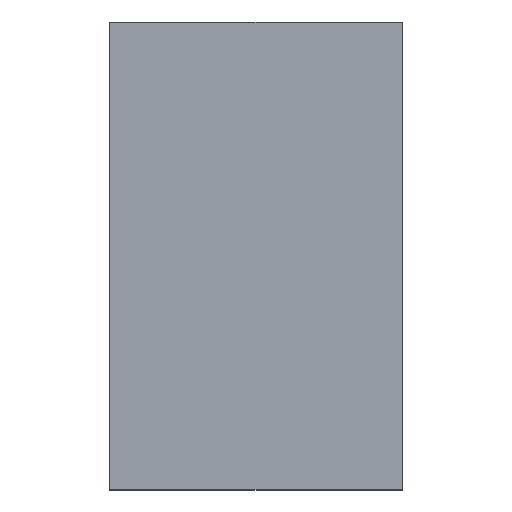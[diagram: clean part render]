
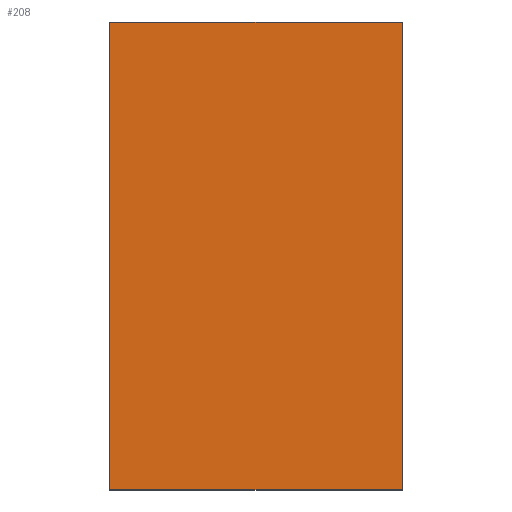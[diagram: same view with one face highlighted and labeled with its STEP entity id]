
A CAD part, top view. The second image highlights one B-rep face of the part: STEP entity #208.
In plain terms, the highlighted planar face has unit normal (0, 0, 1).
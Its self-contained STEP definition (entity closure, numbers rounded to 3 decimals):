
#2 = LINE ( 'NONE', #94, #3 ) ;
#3 = VECTOR ( 'NONE', #90, 1000. ) ;
#4 = EDGE_CURVE ( 'NONE', #161, #327, #139, .T. ) ;
#13 = CARTESIAN_POINT ( 'NONE',  ( 0.625, 1., 0.24 ) ) ;
#14 = ORIENTED_EDGE ( 'NONE', *, *, #4, .F. ) ;
#23 = CARTESIAN_POINT ( 'NONE',  ( 0.625, -1., 0.24 ) ) ;
#32 = DIRECTION ( 'NONE',  ( 0., 0., 1. ) ) ;
#35 = CARTESIAN_POINT ( 'NONE',  ( 0., -1., 0.24 ) ) ;
#46 = CARTESIAN_POINT ( 'NONE',  ( -0.625, -1., 0.24 ) ) ;
#48 = VECTOR ( 'NONE', #91, 1000. ) ;
#86 = VERTEX_POINT ( 'NONE', #23 ) ;
#90 = DIRECTION ( 'NONE',  ( 0., 1., 0. ) ) ;
#91 = DIRECTION ( 'NONE',  ( -1., 0., 0. ) ) ;
#94 = CARTESIAN_POINT ( 'NONE',  ( -0.625, 0., 0.24 ) ) ;
#123 = CARTESIAN_POINT ( 'NONE',  ( -0.625, 1., 0.24 ) ) ;
#133 = CARTESIAN_POINT ( 'NONE',  ( 0.625, 0., 0.24 ) ) ;
#139 = LINE ( 'NONE', #229, #344 ) ;
#158 = DIRECTION ( 'NONE',  ( 0., -1., 0. ) ) ;
#159 = ORIENTED_EDGE ( 'NONE', *, *, #179, .F. ) ;
#161 = VERTEX_POINT ( 'NONE', #123 ) ;
#171 = EDGE_CURVE ( 'NONE', #86, #351, #205, .T. ) ;
#179 = EDGE_CURVE ( 'NONE', #351, #161, #2, .T. ) ;
#205 = LINE ( 'NONE', #35, #48 ) ;
#206 = VECTOR ( 'NONE', #158, 1000. ) ;
#207 = DIRECTION ( 'NONE',  ( 1., 0., 0. ) ) ;
#208 = ADVANCED_FACE ( 'NONE', ( #236 ), #265, .T. ) ;
#217 = ORIENTED_EDGE ( 'NONE', *, *, #247, .F. ) ;
#229 = CARTESIAN_POINT ( 'NONE',  ( 0., 1., 0.24 ) ) ;
#236 = FACE_OUTER_BOUND ( 'NONE', #244, .T. ) ;
#244 = EDGE_LOOP ( 'NONE', ( #331, #217, #14, #159 ) ) ;
#247 = EDGE_CURVE ( 'NONE', #327, #86, #350, .T. ) ;
#265 = PLANE ( 'NONE',  #286 ) ;
#286 = AXIS2_PLACEMENT_3D ( 'NONE', #343, #32, #207 ) ;
#327 = VERTEX_POINT ( 'NONE', #13 ) ;
#331 = ORIENTED_EDGE ( 'NONE', *, *, #171, .F. ) ;
#341 = DIRECTION ( 'NONE',  ( 1., 0., 0. ) ) ;
#343 = CARTESIAN_POINT ( 'NONE',  ( 0., 0., 0.24 ) ) ;
#344 = VECTOR ( 'NONE', #341, 1000. ) ;
#350 = LINE ( 'NONE', #133, #206 ) ;
#351 = VERTEX_POINT ( 'NONE', #46 ) ;
